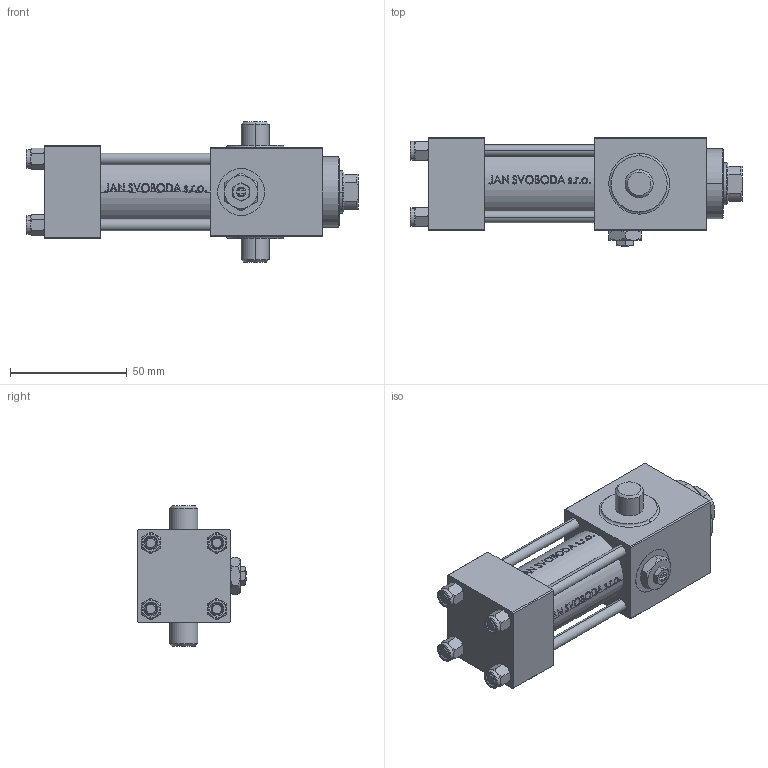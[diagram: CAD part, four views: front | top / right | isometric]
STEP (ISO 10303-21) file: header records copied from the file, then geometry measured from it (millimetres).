
FILE_DESCRIPTION (( 'STEP AP203' ), '1' );
FILE_NAME ('817e.STEP', '2022-04-15T00:18:01', ( '' ), ( '' ), 'SwSTEP 2.0', 'SolidWorks 2019', '' );
FILE_SCHEMA (( 'CONFIG_CONTROL_DESIGN' ));
Length unit declared in the file: millimetre
Products named in the file (7): V215CR_K_Body 4678d2f9b1663f69e8bbc955febd55c7; V215CR_VCP_K 4678d2f9b1663f69e8bbc955febd55c7; 817e; V215_VC_A 4678d2f9b1663f69e8bbc955febd55c7; Zatka_pro_OIL_PORT 4678d2f9b1663f69e8bbc955febd55c7; NUT_M5_K 4678d2f9b1663f69e8bbc955febd55c7; V215CR_K_TYCINKA 4678d2f9b1663f69e8bbc955febd55c7
Assembly tree (12 placements, depth 2):
  817e
    V215CR_K_Body 4678d2f9b1663f69e8bbc955febd55c7
    V215CR_VCP_K 4678d2f9b1663f69e8bbc955febd55c7
    V215CR_K_TYCINKA 4678d2f9b1663f69e8bbc955febd55c7  x4
    NUT_M5_K 4678d2f9b1663f69e8bbc955febd55c7  x4
    V215_VC_A 4678d2f9b1663f69e8bbc955febd55c7
    Zatka_pro_OIL_PORT 4678d2f9b1663f69e8bbc955febd55c7
Bounding box: 142 x 47 x 60 mm (x, y, z)
Volume: 148782.1 mm3; surface area: 56111.4 mm2
Topology: 12 solids, 12 shells, 1124 faces, 2831 edges, 1815 vertices
Faces by surface type: plane 454, bspline 380, cone 152, cylinder 126, torus 12
Entity records: 48544 total; most frequent: CARTESIAN_POINT 26154, ORIENTED_EDGE 5154, DIRECTION 3167, EDGE_CURVE 2577, VERTEX_POINT 1671, LINE 1307, VECTOR 1307, EDGE_LOOP 1102
